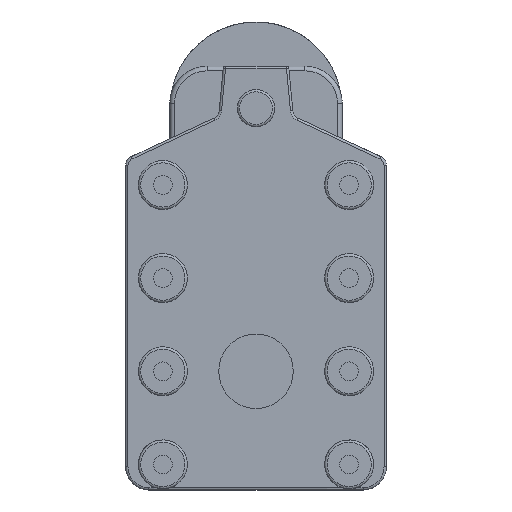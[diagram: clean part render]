
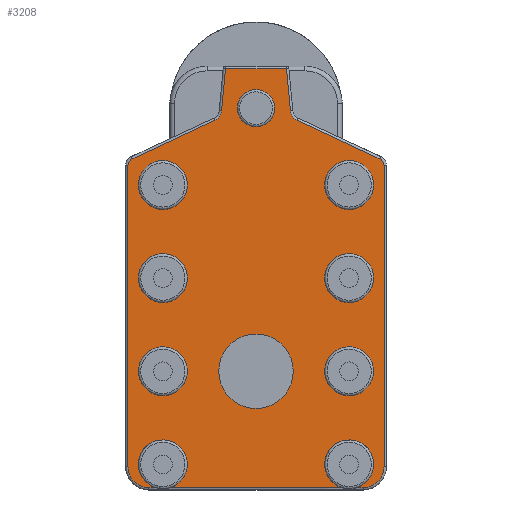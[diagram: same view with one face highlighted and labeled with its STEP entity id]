
A CAD part, front view. The second image highlights one B-rep face of the part: STEP entity #3208.
In plain terms, the highlighted planar face has unit normal (0, -1, 0).
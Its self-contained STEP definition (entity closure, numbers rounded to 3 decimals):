
#101=CARTESIAN_POINT('',(-21.,0.0,79.0));
#102=VERTEX_POINT('',#101);
#103=CARTESIAN_POINT('',(-25.,0.0,79.0));
#104=DIRECTION('',(0.0,1.0,0.0));
#105=DIRECTION('',(-1.0,0.0,0.0));
#106=AXIS2_PLACEMENT_3D('',#103,#104,#105);
#107=CIRCLE('',#106,4.);
#108=EDGE_CURVE('',#102,#102,#107,.T.);
#158=CARTESIAN_POINT('',(-39.75,0.0,42.5));
#159=VERTEX_POINT('',#158);
#160=CARTESIAN_POINT('',(-45.0,0.0,42.5));
#161=DIRECTION('',(0.0,1.0,0.0));
#162=DIRECTION('',(-1.0,0.0,0.0));
#163=AXIS2_PLACEMENT_3D('',#160,#161,#162);
#164=CIRCLE('',#163,5.25);
#165=EDGE_CURVE('',#159,#159,#164,.T.);
#226=CARTESIAN_POINT('',(-39.75,0.0,22.5));
#227=VERTEX_POINT('',#226);
#228=CARTESIAN_POINT('',(-45.0,0.0,22.5));
#229=DIRECTION('',(0.0,1.0,0.0));
#230=DIRECTION('',(-1.0,0.0,0.0));
#231=AXIS2_PLACEMENT_3D('',#228,#229,#230);
#232=CIRCLE('',#231,5.25);
#233=EDGE_CURVE('',#227,#227,#232,.T.);
#294=CARTESIAN_POINT('',(-46.601,0.0,-2.5));
#295=VERTEX_POINT('',#294);
#296=CARTESIAN_POINT('',(-43.399,0.0,-2.5));
#297=VERTEX_POINT('',#296);
#298=CARTESIAN_POINT('',(-45.0,0.0,2.5));
#299=DIRECTION('',(0.0,1.0,0.0));
#300=DIRECTION('',(-1.0,0.0,0.0));
#301=AXIS2_PLACEMENT_3D('',#298,#299,#300);
#302=CIRCLE('',#301,5.25);
#303=EDGE_CURVE('',#295,#297,#302,.T.);
#378=CARTESIAN_POINT('',(-6.601,0.0,-2.5));
#379=VERTEX_POINT('',#378);
#380=CARTESIAN_POINT('',(-3.399,0.0,-2.5));
#381=VERTEX_POINT('',#380);
#382=CARTESIAN_POINT('',(-5.,0.0,2.5));
#383=DIRECTION('',(0.0,1.0,0.0));
#384=DIRECTION('',(-1.0,0.0,0.0));
#385=AXIS2_PLACEMENT_3D('',#382,#383,#384);
#386=CIRCLE('',#385,5.25);
#387=EDGE_CURVE('',#379,#381,#386,.T.);
#462=CARTESIAN_POINT('',(0.25,0.0,22.5));
#463=VERTEX_POINT('',#462);
#464=CARTESIAN_POINT('',(-5.,0.0,22.5));
#465=DIRECTION('',(0.0,1.0,0.0));
#466=DIRECTION('',(-1.0,0.0,0.0));
#467=AXIS2_PLACEMENT_3D('',#464,#465,#466);
#468=CIRCLE('',#467,5.25);
#469=EDGE_CURVE('',#463,#463,#468,.T.);
#530=CARTESIAN_POINT('',(0.25,0.0,42.5));
#531=VERTEX_POINT('',#530);
#532=CARTESIAN_POINT('',(-5.0,0.0,42.5));
#533=DIRECTION('',(0.0,1.0,0.0));
#534=DIRECTION('',(-1.0,0.0,0.0));
#535=AXIS2_PLACEMENT_3D('',#532,#533,#534);
#536=CIRCLE('',#535,5.25);
#537=EDGE_CURVE('',#531,#531,#536,.T.);
#598=CARTESIAN_POINT('',(0.25,0.0,62.5));
#599=VERTEX_POINT('',#598);
#600=CARTESIAN_POINT('',(-5.0,0.0,62.5));
#601=DIRECTION('',(0.0,1.0,0.0));
#602=DIRECTION('',(-1.0,0.0,0.0));
#603=AXIS2_PLACEMENT_3D('',#600,#601,#602);
#604=CIRCLE('',#603,5.25);
#605=EDGE_CURVE('',#599,#599,#604,.T.);
#666=CARTESIAN_POINT('',(-39.75,0.0,62.5));
#667=VERTEX_POINT('',#666);
#668=CARTESIAN_POINT('',(-45.0,0.0,62.5));
#669=DIRECTION('',(0.0,1.0,0.0));
#670=DIRECTION('',(-1.0,0.0,0.0));
#671=AXIS2_PLACEMENT_3D('',#668,#669,#670);
#672=CIRCLE('',#671,5.25);
#673=EDGE_CURVE('',#667,#667,#672,.T.);
#1164=CARTESIAN_POINT('',(-18.455,0.0,87.5));
#1165=VERTEX_POINT('',#1164);
#1212=CARTESIAN_POINT('',(-31.545,0.0,87.5));
#1213=VERTEX_POINT('',#1212);
#1248=CARTESIAN_POINT('',(-31.545,0.0,87.5));
#1249=DIRECTION('',(1.0,0.0,0.0));
#1250=VECTOR('',#1249,13.089);
#1251=LINE('',#1248,#1250);
#1252=EDGE_CURVE('',#1213,#1165,#1251,.T.);
#1281=CARTESIAN_POINT('',(-32.396,0.0,78.421));
#1282=VERTEX_POINT('',#1281);
#1290=CARTESIAN_POINT('',(-32.396,0.0,78.421));
#1291=DIRECTION('',(0.093,0.0,0.996));
#1292=VECTOR('',#1291,9.119);
#1293=LINE('',#1290,#1292);
#1294=EDGE_CURVE('',#1282,#1213,#1293,.T.);
#1313=CARTESIAN_POINT('',(-33.828,0.0,76.388));
#1314=VERTEX_POINT('',#1313);
#1322=CARTESIAN_POINT('',(-34.885,0.0,78.654));
#1323=DIRECTION('',(0.0,-1.0,0.0));
#1324=DIRECTION('',(0.817,0.0,-0.576));
#1325=AXIS2_PLACEMENT_3D('',#1322,#1323,#1324);
#1326=CIRCLE('',#1325,2.5);
#1327=EDGE_CURVE('',#1314,#1282,#1326,.T.);
#1347=CARTESIAN_POINT('',(-51.634,0.0,68.085));
#1348=VERTEX_POINT('',#1347);
#1356=CARTESIAN_POINT('',(-51.634,0.0,68.085));
#1357=DIRECTION('',(0.906,0.0,0.423));
#1358=VECTOR('',#1357,19.647);
#1359=LINE('',#1356,#1358);
#1360=EDGE_CURVE('',#1348,#1314,#1359,.T.);
#1379=CARTESIAN_POINT('',(-52.5,0.0,66.726));
#1380=VERTEX_POINT('',#1379);
#1388=CARTESIAN_POINT('',(-51.,0.0,66.726));
#1389=DIRECTION('',(0.0,1.0,0.0));
#1390=DIRECTION('',(-0.843,0.0,0.537));
#1391=AXIS2_PLACEMENT_3D('',#1388,#1389,#1390);
#1392=CIRCLE('',#1391,1.5);
#1393=EDGE_CURVE('',#1380,#1348,#1392,.T.);
#1413=CARTESIAN_POINT('',(-52.5,0.0,2.));
#1414=VERTEX_POINT('',#1413);
#1422=CARTESIAN_POINT('',(-52.5,0.0,2.0));
#1423=DIRECTION('',(0.0,0.0,1.0));
#1424=VECTOR('',#1423,64.726);
#1425=LINE('',#1422,#1424);
#1426=EDGE_CURVE('',#1414,#1380,#1425,.T.);
#1445=CARTESIAN_POINT('',(-48.,0.0,-2.5));
#1446=VERTEX_POINT('',#1445);
#1454=CARTESIAN_POINT('',(-48.,0.0,2.));
#1455=DIRECTION('',(0.0,1.0,0.0));
#1456=DIRECTION('',(-0.707,0.0,-0.707));
#1457=AXIS2_PLACEMENT_3D('',#1454,#1455,#1456);
#1458=CIRCLE('',#1457,4.5);
#1459=EDGE_CURVE('',#1446,#1414,#1458,.T.);
#1478=CARTESIAN_POINT('',(-46.601,0.0,-2.5));
#1479=DIRECTION('',(-1.0,0.0,0.0));
#1480=VECTOR('',#1479,1.399);
#1481=LINE('',#1478,#1480);
#1482=EDGE_CURVE('',#295,#1446,#1481,.T.);
#1493=CARTESIAN_POINT('',(-2.,0.0,-2.5));
#1494=VERTEX_POINT('',#1493);
#1502=CARTESIAN_POINT('',(-2.0,0.0,-2.5));
#1503=DIRECTION('',(-1.0,0.0,0.0));
#1504=VECTOR('',#1503,1.399);
#1505=LINE('',#1502,#1504);
#1506=EDGE_CURVE('',#1494,#381,#1505,.T.);
#1509=CARTESIAN_POINT('',(-6.601,0.0,-2.5));
#1510=DIRECTION('',(-1.0,0.0,0.0));
#1511=VECTOR('',#1510,36.798);
#1512=LINE('',#1509,#1511);
#1513=EDGE_CURVE('',#379,#297,#1512,.T.);
#1525=CARTESIAN_POINT('',(2.5,0.0,2.));
#1526=VERTEX_POINT('',#1525);
#1534=CARTESIAN_POINT('',(-2.,0.0,2.0));
#1535=DIRECTION('',(0.0,1.0,0.0));
#1536=DIRECTION('',(0.707,0.0,-0.707));
#1537=AXIS2_PLACEMENT_3D('',#1534,#1535,#1536);
#1538=CIRCLE('',#1537,4.5);
#1539=EDGE_CURVE('',#1526,#1494,#1538,.T.);
#1559=CARTESIAN_POINT('',(2.5,0.0,66.726));
#1560=VERTEX_POINT('',#1559);
#1568=CARTESIAN_POINT('',(2.5,0.0,66.726));
#1569=DIRECTION('',(0.0,0.0,-1.0));
#1570=VECTOR('',#1569,64.726);
#1571=LINE('',#1568,#1570);
#1572=EDGE_CURVE('',#1560,#1526,#1571,.T.);
#1591=CARTESIAN_POINT('',(1.634,0.0,68.085));
#1592=VERTEX_POINT('',#1591);
#1600=CARTESIAN_POINT('',(1.,0.0,66.726));
#1601=DIRECTION('',(0.0,1.0,0.0));
#1602=DIRECTION('',(0.843,0.0,0.537));
#1603=AXIS2_PLACEMENT_3D('',#1600,#1601,#1602);
#1604=CIRCLE('',#1603,1.5);
#1605=EDGE_CURVE('',#1592,#1560,#1604,.T.);
#1625=CARTESIAN_POINT('',(-16.172,0.0,76.388));
#1626=VERTEX_POINT('',#1625);
#1634=CARTESIAN_POINT('',(-16.172,0.0,76.388));
#1635=DIRECTION('',(0.906,0.0,-0.423));
#1636=VECTOR('',#1635,19.647);
#1637=LINE('',#1634,#1636);
#1638=EDGE_CURVE('',#1626,#1592,#1637,.T.);
#1657=CARTESIAN_POINT('',(-17.605,0.0,78.421));
#1658=VERTEX_POINT('',#1657);
#1666=CARTESIAN_POINT('',(-15.116,0.0,78.654));
#1667=DIRECTION('',(0.0,-1.0,0.0));
#1668=DIRECTION('',(-0.817,0.0,-0.576));
#1669=AXIS2_PLACEMENT_3D('',#1666,#1667,#1668);
#1670=CIRCLE('',#1669,2.5);
#1671=EDGE_CURVE('',#1658,#1626,#1670,.T.);
#1690=CARTESIAN_POINT('',(-18.455,0.0,87.5));
#1691=DIRECTION('',(0.093,0.0,-0.996));
#1692=VECTOR('',#1691,9.119);
#1693=LINE('',#1690,#1692);
#1694=EDGE_CURVE('',#1165,#1658,#1693,.T.);
#3100=CARTESIAN_POINT('',(-17.,0.0,22.5));
#3101=VERTEX_POINT('',#3100);
#3102=CARTESIAN_POINT('',(-25.,0.0,22.5));
#3103=DIRECTION('',(0.0,1.0,0.0));
#3104=DIRECTION('',(-1.0,0.0,0.0));
#3105=AXIS2_PLACEMENT_3D('',#3102,#3103,#3104);
#3106=CIRCLE('',#3105,8.0);
#3107=EDGE_CURVE('',#3101,#3101,#3106,.T.);
#3159=CARTESIAN_POINT('',(-25.,0.0,42.5));
#3160=DIRECTION('',(0.0,1.0,0.0));
#3161=DIRECTION('',(0.0,0.0,1.0));
#3162=AXIS2_PLACEMENT_3D('',#3159,#3160,#3161);
#3163=PLANE('',#3162);
#3164=ORIENTED_EDGE('',*,*,#1482,.F.);
#3165=ORIENTED_EDGE('',*,*,#303,.T.);
#3166=ORIENTED_EDGE('',*,*,#1513,.F.);
#3167=ORIENTED_EDGE('',*,*,#387,.T.);
#3168=ORIENTED_EDGE('',*,*,#1506,.F.);
#3169=ORIENTED_EDGE('',*,*,#1539,.F.);
#3170=ORIENTED_EDGE('',*,*,#1572,.F.);
#3171=ORIENTED_EDGE('',*,*,#1605,.F.);
#3172=ORIENTED_EDGE('',*,*,#1638,.F.);
#3173=ORIENTED_EDGE('',*,*,#1671,.F.);
#3174=ORIENTED_EDGE('',*,*,#1694,.F.);
#3175=ORIENTED_EDGE('',*,*,#1252,.F.);
#3176=ORIENTED_EDGE('',*,*,#1294,.F.);
#3177=ORIENTED_EDGE('',*,*,#1327,.F.);
#3178=ORIENTED_EDGE('',*,*,#1360,.F.);
#3179=ORIENTED_EDGE('',*,*,#1393,.F.);
#3180=ORIENTED_EDGE('',*,*,#1426,.F.);
#3181=ORIENTED_EDGE('',*,*,#1459,.F.);
#3182=EDGE_LOOP('',(#3164,#3165,#3166,#3167,#3168,#3169,#3170,#3171,#3172,#3173,#3174,#3175,#3176,#3177,#3178,#3179,#3180,#3181));
#3183=FACE_OUTER_BOUND('',#3182,.T.);
#3184=ORIENTED_EDGE('',*,*,#108,.T.);
#3185=EDGE_LOOP('',(#3184));
#3186=FACE_BOUND('',#3185,.T.);
#3187=ORIENTED_EDGE('',*,*,#3107,.T.);
#3188=EDGE_LOOP('',(#3187));
#3189=FACE_BOUND('',#3188,.T.);
#3190=ORIENTED_EDGE('',*,*,#469,.T.);
#3191=EDGE_LOOP('',(#3190));
#3192=FACE_BOUND('',#3191,.T.);
#3193=ORIENTED_EDGE('',*,*,#537,.T.);
#3194=EDGE_LOOP('',(#3193));
#3195=FACE_BOUND('',#3194,.T.);
#3196=ORIENTED_EDGE('',*,*,#605,.T.);
#3197=EDGE_LOOP('',(#3196));
#3198=FACE_BOUND('',#3197,.T.);
#3199=ORIENTED_EDGE('',*,*,#673,.T.);
#3200=EDGE_LOOP('',(#3199));
#3201=FACE_BOUND('',#3200,.T.);
#3202=ORIENTED_EDGE('',*,*,#165,.T.);
#3203=EDGE_LOOP('',(#3202));
#3204=FACE_BOUND('',#3203,.T.);
#3205=ORIENTED_EDGE('',*,*,#233,.T.);
#3206=EDGE_LOOP('',(#3205));
#3207=FACE_BOUND('',#3206,.T.);
#3208=ADVANCED_FACE('',(#3183,#3186,#3189,#3192,#3195,#3198,#3201,#3204,#3207),#3163,.F.);
